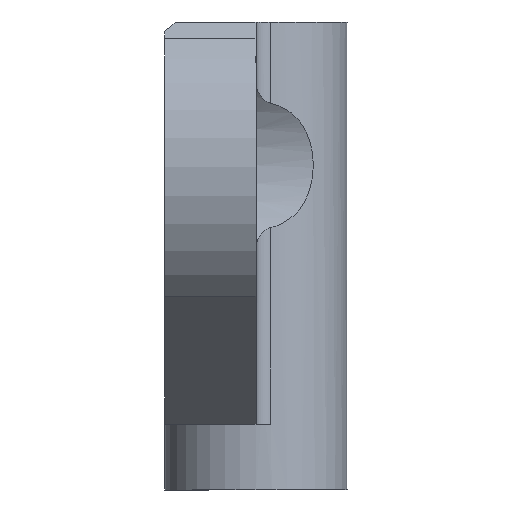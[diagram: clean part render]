
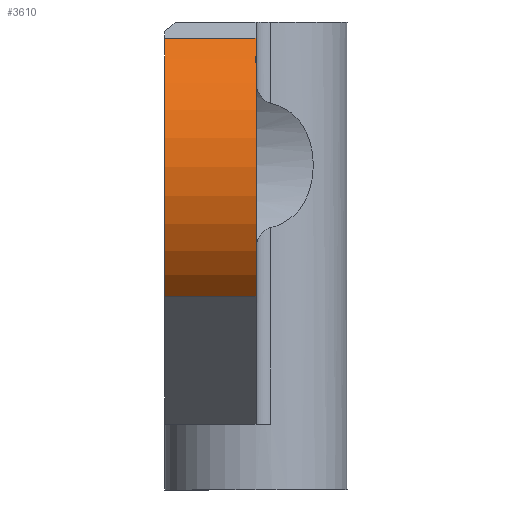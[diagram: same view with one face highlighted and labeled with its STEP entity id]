
A CAD part, left-side view. The second image highlights one B-rep face of the part: STEP entity #3610.
In plain terms, the highlighted cylindrical face has radius 4.634 mm (diameter 9.269 mm), a partial arc.
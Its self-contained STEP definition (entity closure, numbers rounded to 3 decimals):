
#131 = PLANE('',#132);
#132 = AXIS2_PLACEMENT_3D('',#133,#134,#135);
#133 = CARTESIAN_POINT('',(-2.938,9.5,1.));
#134 = DIRECTION('',(0.,1.,0.));
#135 = DIRECTION('',(-1.,0.,-0.));
#159 = PLANE('',#160);
#160 = AXIS2_PLACEMENT_3D('',#161,#162,#163);
#161 = CARTESIAN_POINT('',(-7.443,0.,1.));
#162 = DIRECTION('',(-0.643,0.,0.766)
  );
#163 = DIRECTION('',(-0.766,0.,-0.643
    ));
#1058 = PLANE('',#1059);
#1059 = AXIS2_PLACEMENT_3D('',#1060,#1061,#1062);
#1060 = CARTESIAN_POINT('',(0.,12.,-4.5));
#1061 = DIRECTION('',(0.,1.,0.));
#1062 = DIRECTION('',(0.,0.,1.));
#1117 = EDGE_CURVE('',#1118,#1120,#1122,.T.);
#1118 = VERTEX_POINT('',#1119);
#1119 = CARTESIAN_POINT('',(-7.979,9.5,0.55));
#1120 = VERTEX_POINT('',#1121);
#1121 = CARTESIAN_POINT('',(-7.979,12.,0.55));
#1122 = SURFACE_CURVE('',#1123,(#1127,#1134),.PCURVE_S1.);
#1123 = LINE('',#1124,#1125);
#1124 = CARTESIAN_POINT('',(-7.979,0.,
    0.55));
#1125 = VECTOR('',#1126,1.);
#1126 = DIRECTION('',(0.,1.,0.));
#1127 = PCURVE('',#159,#1128);
#1128 = DEFINITIONAL_REPRESENTATION('',(#1129),#1133);
#1129 = LINE('',#1130,#1131);
#1130 = CARTESIAN_POINT('',(0.7,0.));
#1131 = VECTOR('',#1132,1.);
#1132 = DIRECTION('',(0.,-1.));
#1133 = ( GEOMETRIC_REPRESENTATION_CONTEXT(2) 
PARAMETRIC_REPRESENTATION_CONTEXT() REPRESENTATION_CONTEXT('2D SPACE',''
  ) );
#1134 = PCURVE('',#1135,#1140);
#1135 = CYLINDRICAL_SURFACE('',#1136,4.634);
#1136 = AXIS2_PLACEMENT_3D('',#1137,#1138,#1139);
#1137 = CARTESIAN_POINT('',(-5.,0.,-3.));
#1138 = DIRECTION('',(0.,-1.,0.));
#1139 = DIRECTION('',(-1.,0.,0.));
#1140 = DEFINITIONAL_REPRESENTATION('',(#1141),#1145);
#1141 = LINE('',#1142,#1143);
#1142 = CARTESIAN_POINT('',(5.411,0.));
#1143 = VECTOR('',#1144,1.);
#1144 = DIRECTION('',(0.,-1.));
#1145 = ( GEOMETRIC_REPRESENTATION_CONTEXT(2) 
PARAMETRIC_REPRESENTATION_CONTEXT() REPRESENTATION_CONTEXT('2D SPACE',''
  ) );
#1332 = VERTEX_POINT('',#1333);
#1333 = CARTESIAN_POINT('',(-8.036,9.5,-6.502));
#1346 = PLANE('',#1347);
#1347 = AXIS2_PLACEMENT_3D('',#1348,#1349,#1350);
#1348 = CARTESIAN_POINT('',(-4.,0.,-10.));
#1349 = DIRECTION('',(0.655,0.,0.756)
  );
#1350 = DIRECTION('',(-0.756,0.,0.655)
  );
#1357 = EDGE_CURVE('',#1118,#1332,#1358,.T.);
#1358 = SURFACE_CURVE('',#1359,(#1364,#1375),.PCURVE_S1.);
#1359 = CIRCLE('',#1360,4.634);
#1360 = AXIS2_PLACEMENT_3D('',#1361,#1362,#1363);
#1361 = CARTESIAN_POINT('',(-5.,9.5,-3.));
#1362 = DIRECTION('',(0.,-1.,0.));
#1363 = DIRECTION('',(-1.,0.,0.));
#1364 = PCURVE('',#131,#1365);
#1365 = DEFINITIONAL_REPRESENTATION('',(#1366),#1374);
#1366 = ( BOUNDED_CURVE() B_SPLINE_CURVE(2,(#1367,#1368,#1369,#1370,
#1371,#1372,#1373),.UNSPECIFIED.,.T.,.F.) B_SPLINE_CURVE_WITH_KNOTS((1,2
    ,2,2,2,1),(-2.094,0.,2.094,4.189,
6.283,8.378),.UNSPECIFIED.) CURVE() 
GEOMETRIC_REPRESENTATION_ITEM() RATIONAL_B_SPLINE_CURVE((1.,0.5,1.,0.5,
1.,0.5,1.)) REPRESENTATION_ITEM('') );
#1367 = CARTESIAN_POINT('',(6.696,-4.));
#1368 = CARTESIAN_POINT('',(6.696,-12.027));
#1369 = CARTESIAN_POINT('',(-0.255,-8.013));
#1370 = CARTESIAN_POINT('',(-7.206,-4.));
#1371 = CARTESIAN_POINT('',(-0.255,0.013));
#1372 = CARTESIAN_POINT('',(6.696,4.027));
#1373 = CARTESIAN_POINT('',(6.696,-4.));
#1374 = ( GEOMETRIC_REPRESENTATION_CONTEXT(2) 
PARAMETRIC_REPRESENTATION_CONTEXT() REPRESENTATION_CONTEXT('2D SPACE',''
  ) );
#1375 = PCURVE('',#1135,#1376);
#1376 = DEFINITIONAL_REPRESENTATION('',(#1377),#1381);
#1377 = LINE('',#1378,#1379);
#1378 = CARTESIAN_POINT('',(0.,-9.5));
#1379 = VECTOR('',#1380,1.);
#1380 = DIRECTION('',(1.,0.));
#1381 = ( GEOMETRIC_REPRESENTATION_CONTEXT(2) 
PARAMETRIC_REPRESENTATION_CONTEXT() REPRESENTATION_CONTEXT('2D SPACE',''
  ) );
#3478 = EDGE_CURVE('',#1120,#3479,#3481,.T.);
#3479 = VERTEX_POINT('',#3480);
#3480 = CARTESIAN_POINT('',(-8.036,12.,-6.502));
#3481 = SURFACE_CURVE('',#3482,(#3487,#3498),.PCURVE_S1.);
#3482 = CIRCLE('',#3483,4.634);
#3483 = AXIS2_PLACEMENT_3D('',#3484,#3485,#3486);
#3484 = CARTESIAN_POINT('',(-5.,12.,-3.));
#3485 = DIRECTION('',(0.,-1.,0.));
#3486 = DIRECTION('',(-1.,0.,0.));
#3487 = PCURVE('',#1058,#3488);
#3488 = DEFINITIONAL_REPRESENTATION('',(#3489),#3497);
#3489 = ( BOUNDED_CURVE() B_SPLINE_CURVE(2,(#3490,#3491,#3492,#3493,
#3494,#3495,#3496),.UNSPECIFIED.,.T.,.F.) B_SPLINE_CURVE_WITH_KNOTS((1,2
    ,2,2,2,1),(-2.094,0.,2.094,4.189,
6.283,8.378),.UNSPECIFIED.) CURVE() 
GEOMETRIC_REPRESENTATION_ITEM() RATIONAL_B_SPLINE_CURVE((1.,0.5,1.,0.5,
1.,0.5,1.)) REPRESENTATION_ITEM('') );
#3490 = CARTESIAN_POINT('',(1.5,-9.634));
#3491 = CARTESIAN_POINT('',(-6.527,-9.634));
#3492 = CARTESIAN_POINT('',(-2.513,-2.683));
#3493 = CARTESIAN_POINT('',(1.5,4.269));
#3494 = CARTESIAN_POINT('',(5.513,-2.683));
#3495 = CARTESIAN_POINT('',(9.527,-9.634));
#3496 = CARTESIAN_POINT('',(1.5,-9.634));
#3497 = ( GEOMETRIC_REPRESENTATION_CONTEXT(2) 
PARAMETRIC_REPRESENTATION_CONTEXT() REPRESENTATION_CONTEXT('2D SPACE',''
  ) );
#3498 = PCURVE('',#1135,#3499);
#3499 = DEFINITIONAL_REPRESENTATION('',(#3500),#3504);
#3500 = LINE('',#3501,#3502);
#3501 = CARTESIAN_POINT('',(0.,-12.));
#3502 = VECTOR('',#3503,1.);
#3503 = DIRECTION('',(1.,0.));
#3504 = ( GEOMETRIC_REPRESENTATION_CONTEXT(2) 
PARAMETRIC_REPRESENTATION_CONTEXT() REPRESENTATION_CONTEXT('2D SPACE',''
  ) );
#3610 = ADVANCED_FACE('',(#3611),#1135,.T.);
#3611 = FACE_BOUND('',#3612,.T.);
#3612 = EDGE_LOOP('',(#3613,#3614,#3615,#3616));
#3613 = ORIENTED_EDGE('',*,*,#1357,.F.);
#3614 = ORIENTED_EDGE('',*,*,#1117,.T.);
#3615 = ORIENTED_EDGE('',*,*,#3478,.T.);
#3616 = ORIENTED_EDGE('',*,*,#3617,.F.);
#3617 = EDGE_CURVE('',#1332,#3479,#3618,.T.);
#3618 = SURFACE_CURVE('',#3619,(#3623,#3630),.PCURVE_S1.);
#3619 = LINE('',#3620,#3621);
#3620 = CARTESIAN_POINT('',(-8.036,0.,
    -6.502));
#3621 = VECTOR('',#3622,1.);
#3622 = DIRECTION('',(0.,1.,0.));
#3623 = PCURVE('',#1135,#3624);
#3624 = DEFINITIONAL_REPRESENTATION('',(#3625),#3629);
#3625 = LINE('',#3626,#3627);
#3626 = CARTESIAN_POINT('',(7.14,0.));
#3627 = VECTOR('',#3628,1.);
#3628 = DIRECTION('',(0.,-1.));
#3629 = ( GEOMETRIC_REPRESENTATION_CONTEXT(2) 
PARAMETRIC_REPRESENTATION_CONTEXT() REPRESENTATION_CONTEXT('2D SPACE',''
  ) );
#3630 = PCURVE('',#1346,#3631);
#3631 = DEFINITIONAL_REPRESENTATION('',(#3632),#3636);
#3632 = LINE('',#3633,#3634);
#3633 = CARTESIAN_POINT('',(5.341,0.));
#3634 = VECTOR('',#3635,1.);
#3635 = DIRECTION('',(0.,-1.));
#3636 = ( GEOMETRIC_REPRESENTATION_CONTEXT(2) 
PARAMETRIC_REPRESENTATION_CONTEXT() REPRESENTATION_CONTEXT('2D SPACE',''
  ) );
